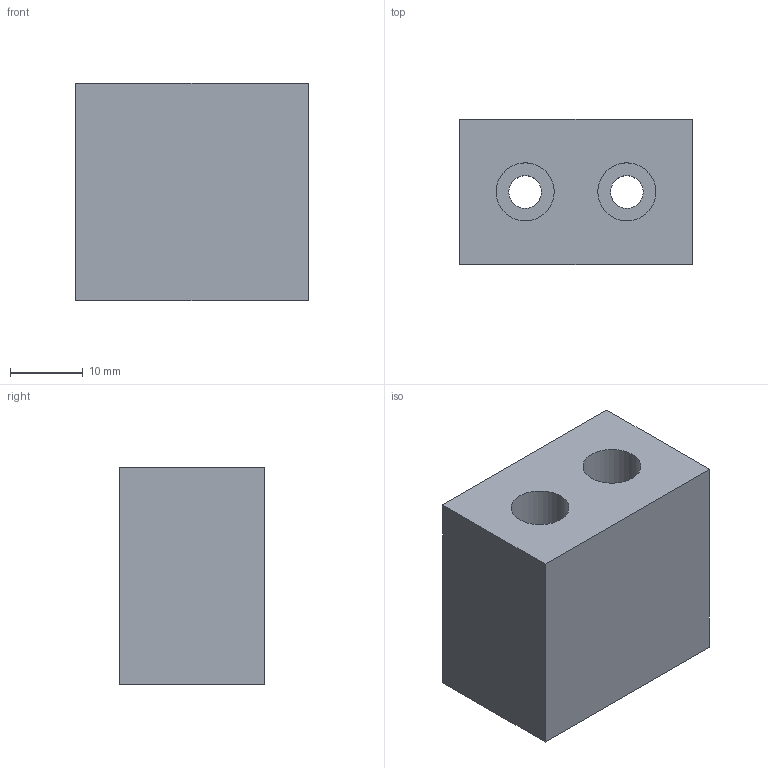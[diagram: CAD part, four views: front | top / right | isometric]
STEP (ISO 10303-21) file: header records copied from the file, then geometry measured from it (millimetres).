
FILE_DESCRIPTION(/* description */ ('WKZ-0455'),/* implementation_level */ '2;1');
FILE_NAME(/* name */ 'E_3_02_14_00_00_WKZ-0455.stp',/* time_stamp */ '2025-11-21T11:16:29+01:00',/* author */ ('d.fischer'),/* organization */ (''),/* preprocessor_version */ 'ST-DEVELOPER v20',/* originating_system */ 'Autodesk Inventor 2025',/* authorisation */ '');
FILE_SCHEMA (('AUTOMOTIVE_DESIGN { 1 0 10303 214 3 1 1 }'));
Length unit declared in the file: millimetre
Products named in the file (1): E_3_02_14_00_00_WKZ-0455
Bounding box: 32 x 20 x 30 mm (x, y, z)
Volume: 17597.3 mm3; surface area: 5396 mm2
Topology: 1 solids, 1 shells, 16 faces, 30 edges, 20 vertices
Faces by surface type: plane 10, cylinder 6
Full cylindrical faces by diameter (mm): 4.5 x2, 6 x2, 8 x2
Entity records: 457 total; most frequent: DIRECTION 76, CARTESIAN_POINT 67, ORIENTED_EDGE 60, EDGE_CURVE 30, AXIS2_PLACEMENT_3D 29, EDGE_LOOP 24, VERTEX_POINT 20, LINE 18
